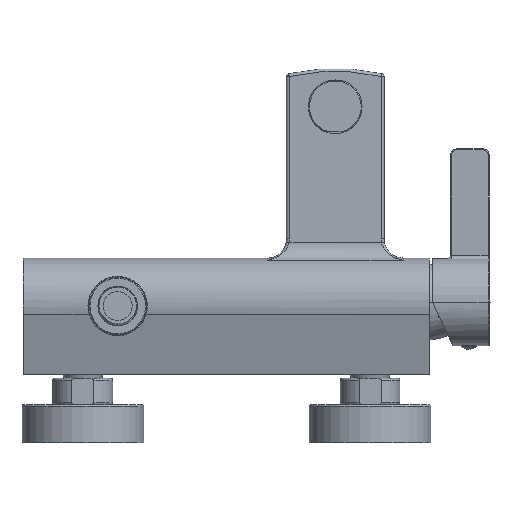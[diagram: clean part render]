
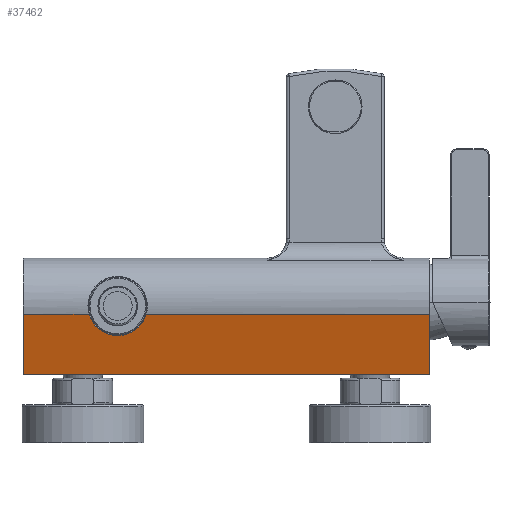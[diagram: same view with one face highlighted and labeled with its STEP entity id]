
A CAD part, front view. The second image highlights one B-rep face of the part: STEP entity #37462.
In plain terms, the highlighted planar face has unit normal (0, -0.961, -0.277).
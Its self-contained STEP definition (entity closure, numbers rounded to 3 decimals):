
#11453=DIRECTION('',(0.,-0.276,0.961));
#11454=VECTOR('',#11453,32.924);
#11455=CARTESIAN_POINT('',(106.,-13.,-38.));
#11456=LINE('',#11455,#11454);
#11514=CARTESIAN_POINT('',(-41.926,-22.103,
-6.359));
#11594=CARTESIAN_POINT('',(-71.674,-22.103,
-6.359));
#11606=DIRECTION('',(-1.,0.,0.));
#11607=VECTOR('',#11606,34.326);
#11608=CARTESIAN_POINT('',(-71.674,-22.103,
-6.359));
#11609=LINE('',#11608,#11607);
#11610=DIRECTION('',(-1.,0.,0.));
#11611=VECTOR('',#11610,147.926);
#11612=CARTESIAN_POINT('',(106.,-22.103,-6.359));
#11613=LINE('',#11612,#11611);
#14068=CARTESIAN_POINT('',(-41.926,-22.103,
-6.359));
#14069=CARTESIAN_POINT('',(-42.003,-22.027,
-6.624));
#14070=CARTESIAN_POINT('',(-42.158,-21.89,
-7.102));
#14071=CARTESIAN_POINT('',(-42.468,-21.652,
-7.929));
#14072=CARTESIAN_POINT('',(-42.855,-21.403,
-8.794));
#14073=CARTESIAN_POINT('',(-43.32,-21.151,
-9.67));
#14074=CARTESIAN_POINT('',(-43.785,-20.932,
-10.432));
#14075=CARTESIAN_POINT('',(-44.25,-20.737,
-11.108));
#14076=CARTESIAN_POINT('',(-44.87,-20.504,
-11.917));
#14077=CARTESIAN_POINT('',(-45.644,-20.254,
-12.788));
#14078=CARTESIAN_POINT('',(-46.574,-20.,
-13.67));
#14079=CARTESIAN_POINT('',(-47.504,-19.784,
-14.421));
#14080=CARTESIAN_POINT('',(-48.433,-19.599,
-15.063));
#14081=CARTESIAN_POINT('',(-49.673,-19.388,
-15.796));
#14082=CARTESIAN_POINT('',(-51.222,-19.184,
-16.507));
#14083=CARTESIAN_POINT('',(-53.081,-19.017,
-17.088));
#14084=CARTESIAN_POINT('',(-54.941,-18.919,
-17.426));
#14085=CARTESIAN_POINT('',(-56.8,-18.887,
-17.537));
#14086=CARTESIAN_POINT('',(-58.659,-18.919,
-17.426));
#14087=CARTESIAN_POINT('',(-60.519,-19.017,
-17.088));
#14088=CARTESIAN_POINT('',(-62.378,-19.184,
-16.507));
#14089=CARTESIAN_POINT('',(-63.927,-19.388,
-15.796));
#14090=CARTESIAN_POINT('',(-65.167,-19.599,
-15.063));
#14091=CARTESIAN_POINT('',(-66.096,-19.784,
-14.421));
#14092=CARTESIAN_POINT('',(-67.026,-20.,
-13.67));
#14093=CARTESIAN_POINT('',(-67.956,-20.254,
-12.788));
#14094=CARTESIAN_POINT('',(-68.73,-20.504,
-11.917));
#14095=CARTESIAN_POINT('',(-69.35,-20.737,
-11.108));
#14096=CARTESIAN_POINT('',(-69.815,-20.932,
-10.432));
#14097=CARTESIAN_POINT('',(-70.28,-21.151,
-9.67));
#14098=CARTESIAN_POINT('',(-70.745,-21.403,
-8.794));
#14099=CARTESIAN_POINT('',(-71.132,-21.652,
-7.929));
#14100=CARTESIAN_POINT('',(-71.442,-21.89,
-7.102));
#14101=CARTESIAN_POINT('',(-71.597,-22.027,
-6.624));
#14102=CARTESIAN_POINT('',(-71.674,-22.103,
-6.359));
#14104=DIRECTION('',(-1.,0.,0.));
#14105=VECTOR('',#14104,212.);
#14106=CARTESIAN_POINT('',(106.,-13.,-38.));
#14107=LINE('',#14106,#14105);
#14121=DIRECTION('',(0.,-0.276,0.961));
#14122=VECTOR('',#14121,32.924);
#14123=CARTESIAN_POINT('',(-106.,-13.,-38.));
#14124=LINE('',#14123,#14122);
#19862=CARTESIAN_POINT('',(106.,-13.,-38.));
#19864=VERTEX_POINT('',#19862);
#19865=CARTESIAN_POINT('',(106.,-22.103,-6.359));
#19867=VERTEX_POINT('',#19865);
#19870=CARTESIAN_POINT('',(-106.,-13.,-38.));
#19872=VERTEX_POINT('',#19870);
#19873=CARTESIAN_POINT('',(-106.,-22.103,-6.359));
#19875=VERTEX_POINT('',#19873);
#20072=VERTEX_POINT('',#11514);
#20073=VERTEX_POINT('',#11594);
#37448=CARTESIAN_POINT('',(106.,-13.,-38.));
#37449=DIRECTION('',(0.,-0.961,-0.276));
#37450=DIRECTION('',(0.,-0.276,0.961));
#37451=AXIS2_PLACEMENT_3D('',#37448,#37449,#37450);
#37452=PLANE('',#37451);
#37453=ORIENTED_EDGE('',*,*,#35710,.F.);
#37454=ORIENTED_EDGE('',*,*,#35680,.F.);
#37455=ORIENTED_EDGE('',*,*,#35587,.F.);
#37456=ORIENTED_EDGE('',*,*,#35618,.T.);
#37458=ORIENTED_EDGE('',*,*,#37457,.T.);
#37459=ORIENTED_EDGE('',*,*,#35674,.F.);
#37460=EDGE_LOOP('',(#37453,#37454,#37455,#37456,#37458,#37459));
#37461=FACE_OUTER_BOUND('',#37460,.F.);
#37462=ADVANCED_FACE('',(#37461),#37452,.T.);
#14103=B_SPLINE_CURVE_WITH_KNOTS('',3,(#14068,#14069,#14070,#14071,#14072,
#14073,#14074,#14075,#14076,#14077,#14078,#14079,#14080,#14081,#14082,#14083,
#14084,#14085,#14086,#14087,#14088,#14089,#14090,#14091,#14092,#14093,#14094,
#14095,#14096,#14097,#14098,#14099,#14100,#14101,#14102),.UNSPECIFIED.,.F.,.F.,(
4,1,1,1,1,1,1,1,1,1,1,1,1,1,1,1,1,1,1,1,1,1,1,1,1,1,1,1,1,1,1,1,4),(0.,
0.008,0.016,0.031,0.047,0.063,0.078,0.094,0.125,
0.156,0.188,0.219,0.25,0.313,0.375,0.438,0.5,0.563,
0.625,0.688,0.75,0.781,0.813,0.844,0.875,0.906,
0.922,0.938,0.953,0.969,0.984,0.992,1.),
.UNSPECIFIED.);
#35587=EDGE_CURVE('',#19864,#19867,#11456,.T.);
#35618=EDGE_CURVE('',#19864,#19872,#14107,.T.);
#35674=EDGE_CURVE('',#20073,#19875,#11609,.T.);
#35680=EDGE_CURVE('',#19867,#20072,#11613,.T.);
#35710=EDGE_CURVE('',#20072,#20073,#14103,.T.);
#37457=EDGE_CURVE('',#19872,#19875,#14124,.T.);
